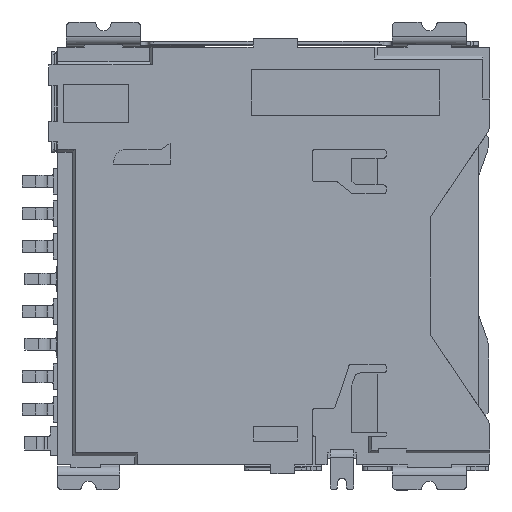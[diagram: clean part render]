
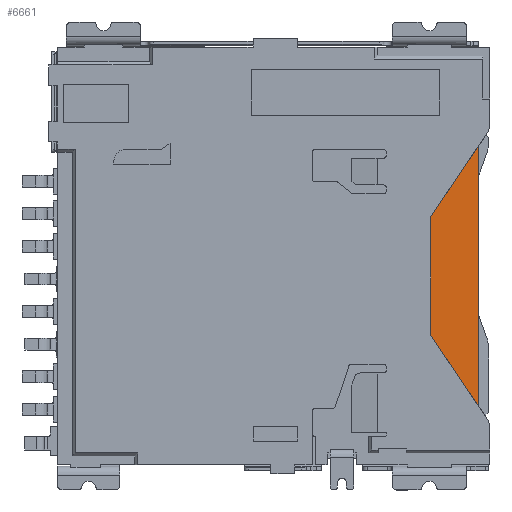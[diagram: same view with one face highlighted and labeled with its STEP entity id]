
A CAD part, front view. The second image highlights one B-rep face of the part: STEP entity #6661.
In plain terms, the highlighted planar face has unit normal (0, -1, 0).
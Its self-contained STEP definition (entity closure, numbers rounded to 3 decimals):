
#1563 = LINE ( 'NONE', #6718, #7068 ) ;
#2225 = EDGE_CURVE ( 'NONE', #21334, #21340, #1563, .T. ) ;
#2410 = VECTOR ( 'NONE', #20094, 1000. ) ;
#3192 = FACE_OUTER_BOUND ( 'NONE', #5726, .T. ) ;
#3273 = VECTOR ( 'NONE', #12362, 1000. ) ;
#4329 = VECTOR ( 'NONE', #17142, 1000. ) ;
#5165 = CARTESIAN_POINT ( 'NONE',  ( -0.4, -1.55, -3.553 ) ) ;
#5403 = ORIENTED_EDGE ( 'NONE', *, *, #8854, .T. ) ;
#5726 = EDGE_LOOP ( 'NONE', ( #21783, #5403, #18905, #8339 ) ) ;
#6661 = ADVANCED_FACE ( 'NONE', ( #3192 ), #23802, .F. ) ;
#6705 = CARTESIAN_POINT ( 'NONE',  ( 0., -1.55, -12.89 ) ) ;
#6718 = CARTESIAN_POINT ( 'NONE',  ( -2., -1.55, -9.925 ) ) ;
#7068 = VECTOR ( 'NONE', #23549, 1000. ) ;
#7089 = DIRECTION ( 'NONE',  ( 0., 1., 0. ) ) ;
#8162 = CARTESIAN_POINT ( 'NONE',  ( -2., -1.55, -5.925 ) ) ;
#8339 = ORIENTED_EDGE ( 'NONE', *, *, #19494, .T. ) ;
#8854 = EDGE_CURVE ( 'NONE', #21340, #9634, #10533, .T. ) ;
#9634 = VERTEX_POINT ( 'NONE', #23808 ) ;
#10533 = LINE ( 'NONE', #6705, #4329 ) ;
#12362 = DIRECTION ( 'NONE',  ( -0.559, 0., -0.829 ) ) ;
#13043 = LINE ( 'NONE', #8162, #3273 ) ;
#14142 = LINE ( 'NONE', #15796, #2410 ) ;
#15796 = CARTESIAN_POINT ( 'NONE',  ( -0.4, -1.55, -2.35 ) ) ;
#16131 = AXIS2_PLACEMENT_3D ( 'NONE', #19678, #7089, #21785 ) ;
#16960 = EDGE_CURVE ( 'NONE', #9634, #22175, #14142, .T. ) ;
#17081 = CARTESIAN_POINT ( 'NONE',  ( -2., -1.55, -5.925 ) ) ;
#17142 = DIRECTION ( 'NONE',  ( 0.559, 0., -0.829 ) ) ;
#18905 = ORIENTED_EDGE ( 'NONE', *, *, #16960, .T. ) ;
#19494 = EDGE_CURVE ( 'NONE', #22175, #21334, #13043, .T. ) ;
#19678 = CARTESIAN_POINT ( 'NONE',  ( 0., -1.55, -0.2 ) ) ;
#20094 = DIRECTION ( 'NONE',  ( 0., 0., 1. ) ) ;
#21334 = VERTEX_POINT ( 'NONE', #17081 ) ;
#21340 = VERTEX_POINT ( 'NONE', #23376 ) ;
#21783 = ORIENTED_EDGE ( 'NONE', *, *, #2225, .T. ) ;
#21785 = DIRECTION ( 'NONE',  ( 1., 0., 0. ) ) ;
#22175 = VERTEX_POINT ( 'NONE', #5165 ) ;
#23376 = CARTESIAN_POINT ( 'NONE',  ( -2., -1.55, -9.925 ) ) ;
#23549 = DIRECTION ( 'NONE',  ( 0., 0., -1. ) ) ;
#23802 = PLANE ( 'NONE',  #16131 ) ;
#23808 = CARTESIAN_POINT ( 'NONE',  ( -0.4, -1.55, -12.297 ) ) ;
